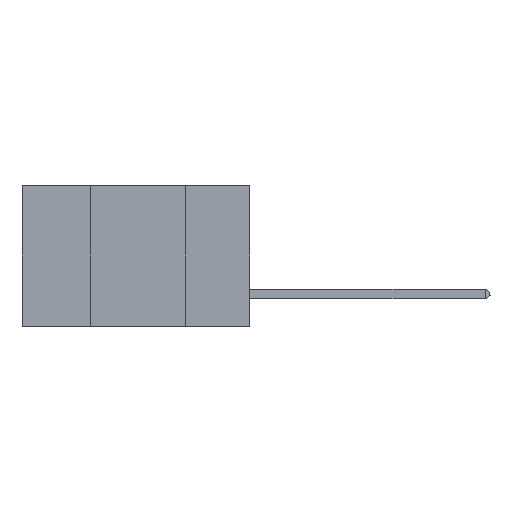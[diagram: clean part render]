
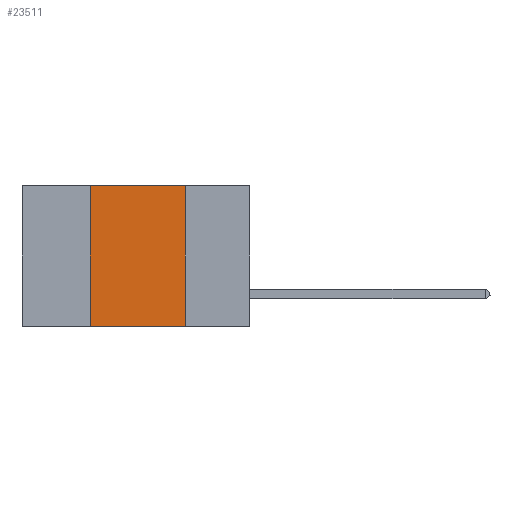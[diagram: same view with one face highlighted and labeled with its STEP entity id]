
A CAD part, left-side view. The second image highlights one B-rep face of the part: STEP entity #23511.
In plain terms, the highlighted planar face has unit normal (-1, 0, 0).
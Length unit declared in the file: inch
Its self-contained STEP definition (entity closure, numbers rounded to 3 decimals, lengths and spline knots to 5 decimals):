
#87 = VECTOR ( 'NONE', #18057, 39.37008 ) ;
#1565 = CARTESIAN_POINT ( 'NONE',  ( 0., 0.42, 0. ) ) ;
#2308 = VERTEX_POINT ( 'NONE', #10146 ) ;
#3228 = CARTESIAN_POINT ( 'NONE',  ( 0., 0.17, -0.37 ) ) ;
#3441 = DIRECTION ( 'NONE',  ( 0., -1., 0. ) ) ;
#4356 = LINE ( 'NONE', #5646, #87 ) ;
#4633 = AXIS2_PLACEMENT_3D ( 'NONE', #9228, #14171, #31696 ) ;
#5045 = LINE ( 'NONE', #18462, #30870 ) ;
#5159 = VECTOR ( 'NONE', #23566, 39.37008 ) ;
#5646 = CARTESIAN_POINT ( 'NONE',  ( 0., 0.42, 0. ) ) ;
#9228 = CARTESIAN_POINT ( 'NONE',  ( 0., 0.6, 0. ) ) ;
#10146 = CARTESIAN_POINT ( 'NONE',  ( 0., 0.17, 0. ) ) ;
#14166 = VERTEX_POINT ( 'NONE', #3228 ) ;
#14171 = DIRECTION ( 'NONE',  ( 1., 0., 0. ) ) ;
#14375 = VERTEX_POINT ( 'NONE', #1565 ) ;
#14805 = EDGE_CURVE ( 'NONE', #2308, #14166, #16276, .T. ) ;
#16276 = LINE ( 'NONE', #28207, #31526 ) ;
#16856 = FACE_OUTER_BOUND ( 'NONE', #28541, .T. ) ;
#17709 = LINE ( 'NONE', #31113, #5159 ) ;
#18057 = DIRECTION ( 'NONE',  ( 0., 0., 1. ) ) ;
#18462 = CARTESIAN_POINT ( 'NONE',  ( 0., 0.6, 0. ) ) ;
#20817 = ORIENTED_EDGE ( 'NONE', *, *, #23099, .F. ) ;
#22714 = EDGE_CURVE ( 'NONE', #29006, #14166, #17709, .T. ) ;
#23099 = EDGE_CURVE ( 'NONE', #29006, #14375, #4356, .T. ) ;
#23304 = ORIENTED_EDGE ( 'NONE', *, *, #14805, .F. ) ;
#23511 = ADVANCED_FACE ( 'NONE', ( #16856 ), #31573, .F. ) ;
#23566 = DIRECTION ( 'NONE',  ( 0., -1., 0. ) ) ;
#24882 = EDGE_CURVE ( 'NONE', #14375, #2308, #5045, .T. ) ;
#25166 = ORIENTED_EDGE ( 'NONE', *, *, #24882, .F. ) ;
#27993 = ORIENTED_EDGE ( 'NONE', *, *, #22714, .T. ) ;
#28207 = CARTESIAN_POINT ( 'NONE',  ( 0., 0.17, 0. ) ) ;
#28541 = EDGE_LOOP ( 'NONE', ( #23304, #25166, #20817, #27993 ) ) ;
#29006 = VERTEX_POINT ( 'NONE', #32359 ) ;
#30834 = DIRECTION ( 'NONE',  ( 0., 0., -1. ) ) ;
#30870 = VECTOR ( 'NONE', #3441, 39.37008 ) ;
#31113 = CARTESIAN_POINT ( 'NONE',  ( 0., 0.6, -0.37 ) ) ;
#31526 = VECTOR ( 'NONE', #30834, 39.37008 ) ;
#31573 = PLANE ( 'NONE',  #4633 ) ;
#31696 = DIRECTION ( 'NONE',  ( 0., 0., -1. ) ) ;
#32359 = CARTESIAN_POINT ( 'NONE',  ( 0., 0.42, -0.37 ) ) ;
